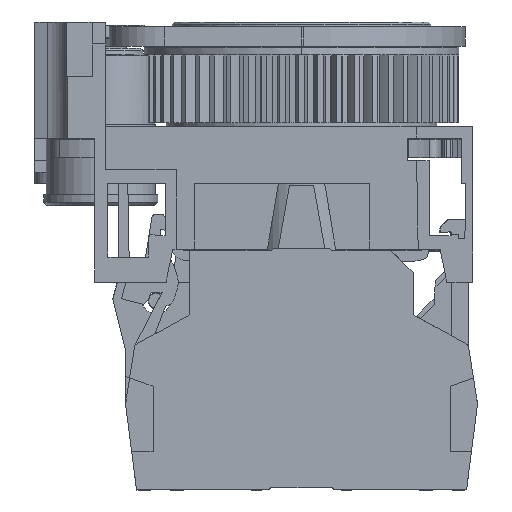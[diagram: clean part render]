
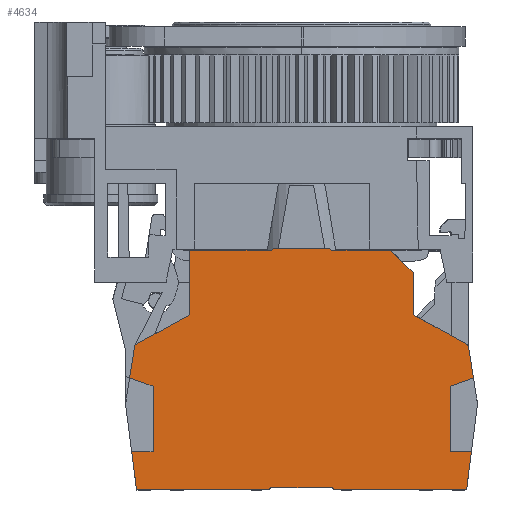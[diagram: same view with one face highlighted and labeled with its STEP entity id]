
A CAD part, left-side view. The second image highlights one B-rep face of the part: STEP entity #4634.
In plain terms, the highlighted planar face has unit normal (-1, 0, 0).
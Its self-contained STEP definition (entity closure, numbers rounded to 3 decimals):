
#4634=ADVANCED_FACE('',(#11902),#11903,.F.);
#11902=FACE_OUTER_BOUND('',#21921,.T.);
#11903=PLANE('',#21922);
#21921=EDGE_LOOP('',(#35967,#35968,#35969,#35970,#35971,#35972,#35973,#35974,#35975,#35976,#35977,#35978,#35979,#35980,#35981,#35982,#35983,#35984,#35985,#35986,#35987,#35988,#35989,#35990,#35991,#35992,#35993,#35994,#35995));
#21922=AXIS2_PLACEMENT_3D('',#35996,#35997,#35998);
#35967=ORIENTED_EDGE('',*,*,#64239,.T.);
#35968=ORIENTED_EDGE('',*,*,#64152,.F.);
#35969=ORIENTED_EDGE('',*,*,#64255,.F.);
#35970=ORIENTED_EDGE('',*,*,#64256,.F.);
#35971=ORIENTED_EDGE('',*,*,#64257,.F.);
#35972=ORIENTED_EDGE('',*,*,#64258,.F.);
#35973=ORIENTED_EDGE('',*,*,#64259,.F.);
#35974=ORIENTED_EDGE('',*,*,#64214,.F.);
#35975=ORIENTED_EDGE('',*,*,#64260,.F.);
#35976=ORIENTED_EDGE('',*,*,#63642,.F.);
#35977=ORIENTED_EDGE('',*,*,#64261,.F.);
#35978=ORIENTED_EDGE('',*,*,#64262,.F.);
#35979=ORIENTED_EDGE('',*,*,#64136,.F.);
#35980=ORIENTED_EDGE('',*,*,#64139,.F.);
#35981=ORIENTED_EDGE('',*,*,#64146,.F.);
#35982=ORIENTED_EDGE('',*,*,#64243,.T.);
#35983=ORIENTED_EDGE('',*,*,#64245,.T.);
#35984=ORIENTED_EDGE('',*,*,#64249,.T.);
#35985=ORIENTED_EDGE('',*,*,#64263,.F.);
#35986=ORIENTED_EDGE('',*,*,#64264,.F.);
#35987=ORIENTED_EDGE('',*,*,#63355,.F.);
#35988=ORIENTED_EDGE('',*,*,#64265,.F.);
#35989=ORIENTED_EDGE('',*,*,#64266,.F.);
#35990=ORIENTED_EDGE('',*,*,#64267,.F.);
#35991=ORIENTED_EDGE('',*,*,#63371,.F.);
#35992=ORIENTED_EDGE('',*,*,#64178,.F.);
#35993=ORIENTED_EDGE('',*,*,#64183,.F.);
#35994=ORIENTED_EDGE('',*,*,#64234,.T.);
#35995=ORIENTED_EDGE('',*,*,#64236,.T.);
#35996=CARTESIAN_POINT('',(0.0,16.139,9.94));
#35997=DIRECTION('',(1.0,0.0,0.0));
#35998=DIRECTION('',(0.0,-1.0,0.0));
#63355=EDGE_CURVE('',#76743,#76745,#76746,.T.);
#63371=EDGE_CURVE('',#76772,#76774,#76775,.T.);
#63642=EDGE_CURVE('',#77178,#77180,#77181,.T.);
#64136=EDGE_CURVE('',#77908,#77905,#77910,.T.);
#64139=EDGE_CURVE('',#77912,#77908,#77914,.T.);
#64146=EDGE_CURVE('',#77924,#77912,#77926,.T.);
#64152=EDGE_CURVE('',#77932,#77934,#77935,.T.);
#64178=EDGE_CURVE('',#77974,#76772,#77976,.T.);
#64183=EDGE_CURVE('',#77981,#77974,#77983,.T.);
#64214=EDGE_CURVE('',#78025,#78022,#78027,.T.);
#64234=EDGE_CURVE('',#77981,#78051,#78053,.T.);
#64236=EDGE_CURVE('',#78051,#78055,#78056,.T.);
#64239=EDGE_CURVE('',#78055,#77934,#78059,.T.);
#64243=EDGE_CURVE('',#77924,#78063,#78065,.T.);
#64245=EDGE_CURVE('',#78063,#78067,#78068,.T.);
#64249=EDGE_CURVE('',#78067,#78073,#78074,.T.);
#64255=EDGE_CURVE('',#78081,#77932,#78082,.T.);
#64256=EDGE_CURVE('',#78083,#78081,#78084,.T.);
#64257=EDGE_CURVE('',#78085,#78083,#78086,.T.);
#64258=EDGE_CURVE('',#78087,#78085,#78088,.T.);
#64259=EDGE_CURVE('',#78022,#78087,#78089,.T.);
#64260=EDGE_CURVE('',#77180,#78025,#78090,.T.);
#64261=EDGE_CURVE('',#78091,#77178,#78092,.T.);
#64262=EDGE_CURVE('',#77905,#78091,#78093,.T.);
#64263=EDGE_CURVE('',#78094,#78073,#78095,.T.);
#64264=EDGE_CURVE('',#76745,#78094,#78096,.T.);
#64265=EDGE_CURVE('',#78097,#76743,#78098,.T.);
#64266=EDGE_CURVE('',#78099,#78097,#78100,.T.);
#64267=EDGE_CURVE('',#76774,#78099,#78101,.T.);
#76743=VERTEX_POINT('',#96463);
#76745=VERTEX_POINT('',#96466);
#76746=LINE('',#96467,#96468);
#76772=VERTEX_POINT('',#96505);
#76774=VERTEX_POINT('',#96508);
#76775=LINE('',#96509,#96510);
#77178=VERTEX_POINT('',#97132);
#77180=VERTEX_POINT('',#97135);
#77181=LINE('',#97136,#97137);
#77905=VERTEX_POINT('',#98162);
#77908=VERTEX_POINT('',#98167);
#77910=LINE('',#98170,#98171);
#77912=VERTEX_POINT('',#98173);
#77914=LINE('',#98176,#98177);
#77924=VERTEX_POINT('',#98191);
#77926=LINE('',#98194,#98195);
#77932=VERTEX_POINT('',#98203);
#77934=VERTEX_POINT('',#98206);
#77935=LINE('',#98207,#98208);
#77974=VERTEX_POINT('',#98263);
#77976=CIRCLE('',#98266,0.2);
#77981=VERTEX_POINT('',#98273);
#77983=LINE('',#98276,#98277);
#78022=VERTEX_POINT('',#98332);
#78025=VERTEX_POINT('',#98337);
#78027=LINE('',#98340,#98341);
#78051=VERTEX_POINT('',#98374);
#78053=LINE('',#98377,#98378);
#78055=VERTEX_POINT('',#98380);
#78056=LINE('',#98381,#98382);
#78059=LINE('',#98386,#98387);
#78063=VERTEX_POINT('',#98392);
#78065=LINE('',#98395,#98396);
#78067=VERTEX_POINT('',#98398);
#78068=LINE('',#98399,#98400);
#78073=VERTEX_POINT('',#98407);
#78074=LINE('',#98408,#98409);
#78081=VERTEX_POINT('',#98419);
#78082=CIRCLE('',#98420,0.2);
#78083=VERTEX_POINT('',#98421);
#78084=LINE('',#98422,#98423);
#78085=VERTEX_POINT('',#98424);
#78086=LINE('',#98425,#98426);
#78087=VERTEX_POINT('',#98427);
#78088=CIRCLE('',#98428,0.2);
#78089=LINE('',#98429,#98430);
#78090=LINE('',#98431,#98432);
#78091=VERTEX_POINT('',#98433);
#78092=LINE('',#98434,#98435);
#78093=LINE('',#98436,#98437);
#78094=VERTEX_POINT('',#98438);
#78095=LINE('',#98439,#98440);
#78096=CIRCLE('',#98441,0.2);
#78097=VERTEX_POINT('',#98442);
#78098=LINE('',#98443,#98444);
#78099=VERTEX_POINT('',#98445);
#78100=LINE('',#98446,#98447);
#78101=LINE('',#98448,#98449);
#96463=CARTESIAN_POINT('',(0.0,19.,0.));
#96466=CARTESIAN_POINT('',(0.0,30.824,0.));
#96467=CARTESIAN_POINT('',(0.0,19.,0.));
#96468=VECTOR('',#121372,1.0);
#96505=CARTESIAN_POINT('',(0.0,1.176,0.));
#96508=CARTESIAN_POINT('',(0.0,13.,0.));
#96509=CARTESIAN_POINT('',(0.0,1.176,0.));
#96510=VECTOR('',#121388,1.0);
#97132=CARTESIAN_POINT('',(0.0,18.55,22.0));
#97135=CARTESIAN_POINT('',(0.0,13.45,22.0));
#97136=CARTESIAN_POINT('',(0.0,18.55,22.0));
#97137=VECTOR('',#121612,1.0);
#98162=CARTESIAN_POINT('',(0.0,26.2,21.8));
#98167=CARTESIAN_POINT('',(0.0,26.2,15.921));
#98170=CARTESIAN_POINT('',(0.0,26.2,15.921));
#98171=VECTOR('',#122091,1.0);
#98173=CARTESIAN_POINT('',(0.0,31.161,13.171));
#98176=CARTESIAN_POINT('',(0.0,31.161,13.171));
#98177=VECTOR('',#122093,1.0);
#98191=CARTESIAN_POINT('',(0.0,31.626,10.2));
#98194=CARTESIAN_POINT('',(0.0,32.,7.814));
#98195=VECTOR('',#122099,1.0);
#98203=CARTESIAN_POINT('',(0.0,0.824,13.074));
#98206=CARTESIAN_POINT('',(0.0,0.374,10.2));
#98207=CARTESIAN_POINT('',(0.0,0.824,13.074));
#98208=VECTOR('',#122103,1.0);
#98263=CARTESIAN_POINT('',(0.0,0.978,0.175));
#98266=AXIS2_PLACEMENT_3D('',#122130,#122131,#122132);
#98273=CARTESIAN_POINT('',(0.0,0.552,3.5));
#98276=CARTESIAN_POINT('',(0.0,0.,7.814));
#98277=VECTOR('',#122136,1.0);
#98332=CARTESIAN_POINT('',(0.0,7.9,21.8));
#98337=CARTESIAN_POINT('',(0.0,13.25,21.8));
#98340=CARTESIAN_POINT('',(0.0,13.25,21.8));
#98341=VECTOR('',#122165,1.0);
#98374=CARTESIAN_POINT('',(0.0,2.5,3.5));
#98377=CARTESIAN_POINT('',(0.0,8.194,3.5));
#98378=VECTOR('',#122182,1.0);
#98380=CARTESIAN_POINT('',(0.0,2.5,9.426));
#98381=CARTESIAN_POINT('',(0.0,2.5,8.202));
#98382=VECTOR('',#122183,1.0);
#98386=CARTESIAN_POINT('',(0.0,7.314,7.674));
#98387=VECTOR('',#122185,1.0);
#98392=CARTESIAN_POINT('',(0.0,29.5,9.426));
#98395=CARTESIAN_POINT('',(0.0,24.809,7.719));
#98396=VECTOR('',#122188,1.0);
#98398=CARTESIAN_POINT('',(0.0,29.5,3.5));
#98399=CARTESIAN_POINT('',(0.0,29.5,8.202));
#98400=VECTOR('',#122189,1.0);
#98407=CARTESIAN_POINT('',(0.0,31.448,3.5));
#98408=CARTESIAN_POINT('',(0.0,23.944,3.5));
#98409=VECTOR('',#122192,1.0);
#98419=CARTESIAN_POINT('',(0.0,0.924,13.218));
#98420=AXIS2_PLACEMENT_3D('',#122196,#122197,#122198);
#98421=CARTESIAN_POINT('',(0.0,5.8,15.921));
#98422=CARTESIAN_POINT('',(0.0,5.8,15.921));
#98423=VECTOR('',#122199,1.0);
#98424=CARTESIAN_POINT('',(0.0,5.8,19.617));
#98425=CARTESIAN_POINT('',(0.0,5.8,19.617));
#98426=VECTOR('',#122200,1.0);
#98427=CARTESIAN_POINT('',(0.0,5.859,19.759));
#98428=AXIS2_PLACEMENT_3D('',#122201,#122202,#122203);
#98429=CARTESIAN_POINT('',(0.0,7.9,21.8));
#98430=VECTOR('',#122204,1.0);
#98431=CARTESIAN_POINT('',(0.0,13.45,22.0));
#98432=VECTOR('',#122205,1.0);
#98433=CARTESIAN_POINT('',(0.0,18.75,21.8));
#98434=CARTESIAN_POINT('',(0.0,18.75,21.8));
#98435=VECTOR('',#122206,1.0);
#98436=CARTESIAN_POINT('',(0.0,26.2,21.8));
#98437=VECTOR('',#122207,1.0);
#98438=CARTESIAN_POINT('',(0.0,31.022,0.175));
#98439=CARTESIAN_POINT('',(0.0,31.022,0.175));
#98440=VECTOR('',#122208,1.0);
#98441=AXIS2_PLACEMENT_3D('',#122209,#122210,#122211);
#98442=CARTESIAN_POINT('',(0.0,18.8,0.2));
#98443=CARTESIAN_POINT('',(0.0,18.8,0.2));
#98444=VECTOR('',#122212,1.0);
#98445=CARTESIAN_POINT('',(0.0,13.2,0.2));
#98446=CARTESIAN_POINT('',(0.0,13.2,0.2));
#98447=VECTOR('',#122213,1.0);
#98448=CARTESIAN_POINT('',(0.0,13.,0.));
#98449=VECTOR('',#122214,1.0);
#121372=DIRECTION('',(0.0,1.0,0.0));
#121388=DIRECTION('',(0.0,1.0,0.0));
#121612=DIRECTION('',(0.0,-1.0,0.0));
#122091=DIRECTION('',(0.0,0.0,1.0));
#122093=DIRECTION('',(0.0,-0.875,0.485));
#122099=DIRECTION('',(0.0,-0.155,0.988));
#122103=DIRECTION('',(0.0,-0.155,-0.988));
#122130=CARTESIAN_POINT('',(0.0,1.176,0.2));
#122131=DIRECTION('',(1.0,0.0,0.0));
#122132=DIRECTION('',(0.0,-0.992,-0.127));
#122136=DIRECTION('',(0.0,0.127,-0.992));
#122165=DIRECTION('',(0.0,-1.0,0.0));
#122182=DIRECTION('',(-0.0,1.0,0.0));
#122183=DIRECTION('',(0.0,0.0,1.0));
#122185=DIRECTION('',(0.0,-0.94,0.342));
#122188=DIRECTION('',(0.0,-0.94,-0.342));
#122189=DIRECTION('',(0.0,0.0,-1.0));
#122192=DIRECTION('',(-0.0,1.0,0.0));
#122196=CARTESIAN_POINT('',(0.0,1.021,13.043));
#122197=DIRECTION('',(1.0,0.0,0.0));
#122198=DIRECTION('',(0.0,-0.485,0.875));
#122199=DIRECTION('',(0.0,-0.875,-0.485));
#122200=DIRECTION('',(0.0,0.0,-1.0));
#122201=CARTESIAN_POINT('',(0.0,6.,19.617));
#122202=DIRECTION('',(1.0,0.0,0.0));
#122203=DIRECTION('',(0.0,-0.707,0.707));
#122204=DIRECTION('',(0.0,-0.707,-0.707));
#122205=DIRECTION('',(0.0,-0.707,-0.707));
#122206=DIRECTION('',(0.0,-0.707,0.707));
#122207=DIRECTION('',(0.0,-1.0,0.0));
#122208=DIRECTION('',(0.0,0.127,0.992));
#122209=CARTESIAN_POINT('',(0.0,30.824,0.2));
#122210=DIRECTION('',(1.0,0.0,0.0));
#122211=DIRECTION('',(0.0,0.,-1.0));
#122212=DIRECTION('',(0.0,0.707,-0.707));
#122213=DIRECTION('',(0.0,1.0,0.0));
#122214=DIRECTION('',(0.0,0.707,0.707));
